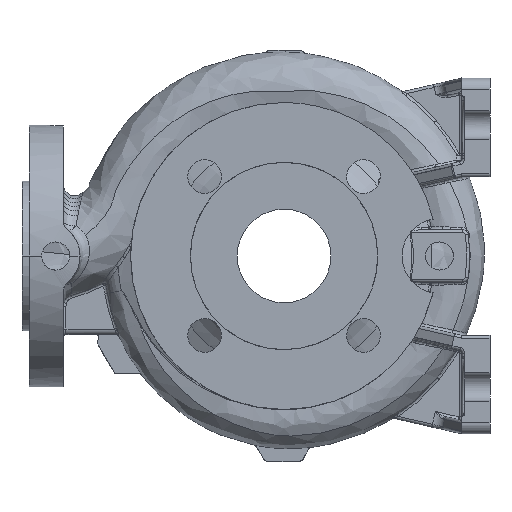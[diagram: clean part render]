
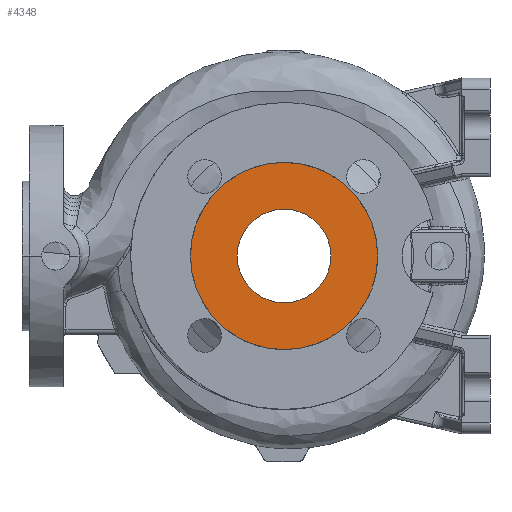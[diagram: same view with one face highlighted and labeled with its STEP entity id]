
A CAD part, left-side view. The second image highlights one B-rep face of the part: STEP entity #4348.
In plain terms, the highlighted planar face has unit normal (-1, 0, 0).
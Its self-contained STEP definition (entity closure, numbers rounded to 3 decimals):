
#2926=CARTESIAN_POINT('Vertex',(-81.,0.,-50.)) ;
#2929=CARTESIAN_POINT('Axis2P3D Location',(-81.,0.,0.)) ;
#2933=CARTESIAN_POINT('Vertex',(-81.,0.,50.)) ;
#2953=CARTESIAN_POINT('Axis2P3D Location',(-81.,0.,0.)) ;
#2970=CARTESIAN_POINT('Axis2P3D Location',(-81.,0.,0.)) ;
#2974=CARTESIAN_POINT('Vertex',(-81.,0.,-25.)) ;
#2976=CARTESIAN_POINT('Vertex',(-81.,0.,25.)) ;
#3019=CARTESIAN_POINT('Axis2P3D Location',(-81.,0.,0.)) ;
#4335=CARTESIAN_POINT('Axis2P3D Location',(-81.,0.,0.)) ;
#2930=DIRECTION('Axis2P3D Direction',(-1.,0.,0.)) ;
#2954=DIRECTION('Axis2P3D Direction',(-1.,0.,0.)) ;
#2971=DIRECTION('Axis2P3D Direction',(1.,0.,-0.)) ;
#3020=DIRECTION('Axis2P3D Direction',(1.,0.,0.)) ;
#4336=DIRECTION('Axis2P3D Direction',(1.,-0.,0.)) ;
#4337=DIRECTION('Axis2P3D XDirection',(0.,0.,-1.)) ;
#2931=AXIS2_PLACEMENT_3D('Circle Axis2P3D',#2929,#2930,$) ;
#2955=AXIS2_PLACEMENT_3D('Circle Axis2P3D',#2953,#2954,$) ;
#2972=AXIS2_PLACEMENT_3D('Circle Axis2P3D',#2970,#2971,$) ;
#3021=AXIS2_PLACEMENT_3D('Circle Axis2P3D',#3019,#3020,$) ;
#4338=AXIS2_PLACEMENT_3D('Plane Axis2P3D',#4335,#4336,#4337) ;
#4341=ORIENTED_EDGE('',*,*,#2935,.T.) ;
#4342=ORIENTED_EDGE('',*,*,#2957,.T.) ;
#4345=ORIENTED_EDGE('',*,*,#2978,.F.) ;
#4346=ORIENTED_EDGE('',*,*,#3023,.F.) ;
#4347=FACE_BOUND('',#4344,.T.) ;
#4348=ADVANCED_FACE('Volute pompe',(#4343,#4347),#4339,.F.) ;
#2932=CIRCLE('generated circle',#2931,50.) ;
#2956=CIRCLE('generated circle',#2955,50.) ;
#2973=CIRCLE('generated circle',#2972,25.) ;
#3022=CIRCLE('generated circle',#3021,25.) ;
#2935=EDGE_CURVE('',#2934,#2927,#2932,.T.) ;
#2957=EDGE_CURVE('',#2927,#2934,#2956,.T.) ;
#2978=EDGE_CURVE('',#2975,#2977,#2973,.F.) ;
#3023=EDGE_CURVE('',#2977,#2975,#3022,.F.) ;
#4340=EDGE_LOOP('',(#4341,#4342)) ;
#4344=EDGE_LOOP('',(#4345,#4346)) ;
#4343=FACE_OUTER_BOUND('',#4340,.T.) ;
#4339=PLANE('Plane',#4338) ;
#2927=VERTEX_POINT('',#2926) ;
#2934=VERTEX_POINT('',#2933) ;
#2975=VERTEX_POINT('',#2974) ;
#2977=VERTEX_POINT('',#2976) ;
